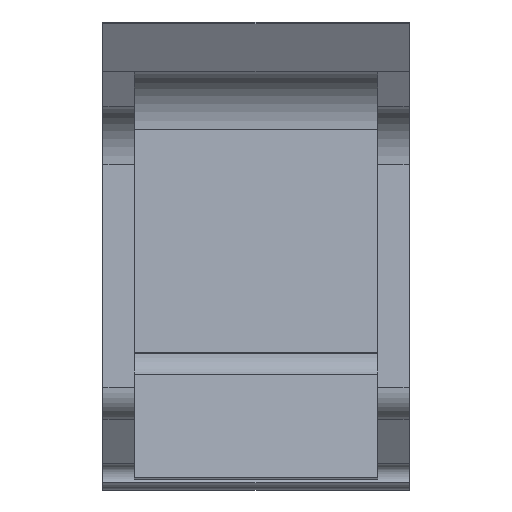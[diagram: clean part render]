
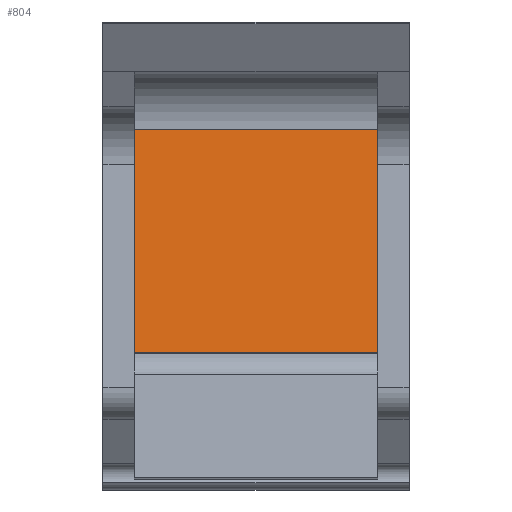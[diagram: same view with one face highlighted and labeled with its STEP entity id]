
A CAD part, front view. The second image highlights one B-rep face of the part: STEP entity #804.
In plain terms, the highlighted planar face has unit normal (0, -0.996, 0.087).
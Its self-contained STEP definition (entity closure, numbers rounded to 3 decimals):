
#64=FACE_OUTER_BOUND('',#104,.T.);
#104=EDGE_LOOP('',(#709,#710,#711,#712));
#169=LINE('',#1211,#253);
#218=LINE('',#1347,#302);
#220=LINE('',#1352,#304);
#223=LINE('',#1358,#307);
#253=VECTOR('',#969,10.);
#302=VECTOR('',#1104,10.);
#304=VECTOR('',#1110,10.);
#307=VECTOR('',#1117,10.);
#340=VERTEX_POINT('',#1208);
#341=VERTEX_POINT('',#1210);
#384=VERTEX_POINT('',#1344);
#385=VERTEX_POINT('',#1346);
#427=EDGE_CURVE('',#340,#341,#169,.T.);
#496=EDGE_CURVE('',#385,#384,#218,.T.);
#499=EDGE_CURVE('',#341,#384,#220,.T.);
#503=EDGE_CURVE('',#385,#340,#223,.T.);
#709=ORIENTED_EDGE('',*,*,#503,.F.);
#710=ORIENTED_EDGE('',*,*,#496,.T.);
#711=ORIENTED_EDGE('',*,*,#499,.F.);
#712=ORIENTED_EDGE('',*,*,#427,.F.);
#764=PLANE('',#892);
#804=ADVANCED_FACE('',(#64),#764,.F.);
#892=AXIS2_PLACEMENT_3D('',#1359,#1118,#1119);
#969=DIRECTION('',(0.,0.087,0.996));
#1104=DIRECTION('',(0.,0.087,0.996));
#1110=DIRECTION('',(1.,0.,0.));
#1117=DIRECTION('',(-1.,0.,0.));
#1118=DIRECTION('center_axis',(0.,0.996,-0.087));
#1119=DIRECTION('ref_axis',(0.,0.087,0.996));
#1208=CARTESIAN_POINT('',(-5.,415.729,196.825));
#1210=CARTESIAN_POINT('',(-5.,450.201,590.849));
#1211=CARTESIAN_POINT('',(-5.,450.201,590.849));
#1344=CARTESIAN_POINT('',(425.,450.201,590.849));
#1346=CARTESIAN_POINT('',(425.,415.729,196.825));
#1347=CARTESIAN_POINT('',(425.,450.201,590.849));
#1352=CARTESIAN_POINT('',(0.,450.201,590.849));
#1358=CARTESIAN_POINT('',(420.,415.729,196.825));
#1359=CARTESIAN_POINT('Origin',(0.,415.729,196.825));
